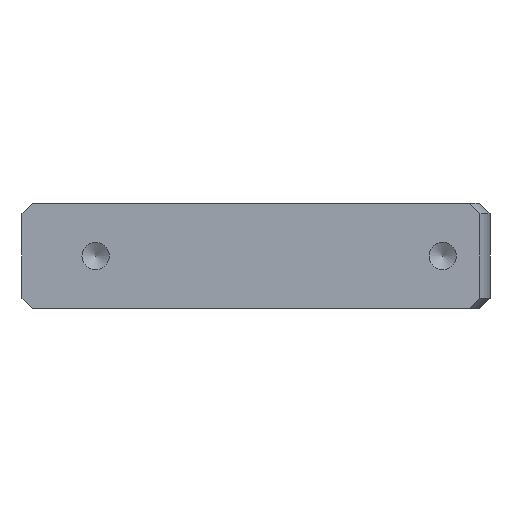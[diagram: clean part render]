
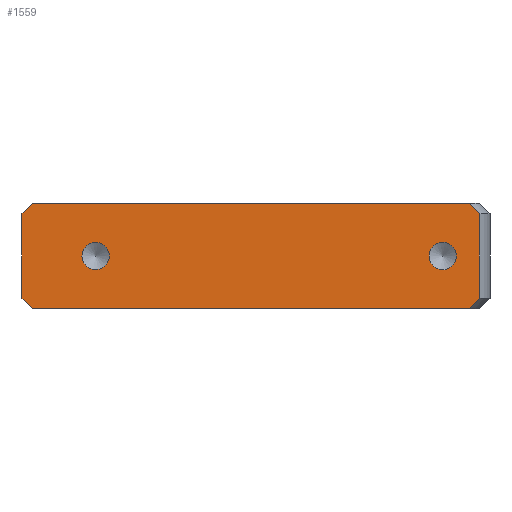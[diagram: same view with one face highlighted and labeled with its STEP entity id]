
A CAD part, front view. The second image highlights one B-rep face of the part: STEP entity #1559.
In plain terms, the highlighted planar face has unit normal (0, -1, 0).
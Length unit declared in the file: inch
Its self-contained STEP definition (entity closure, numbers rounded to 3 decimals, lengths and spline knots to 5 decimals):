
#54=FACE_BOUND('',#304,.T.);
#55=FACE_BOUND('',#305,.T.);
#127=PLANE('',#1725);
#209=FACE_OUTER_BOUND('',#303,.T.);
#303=EDGE_LOOP('',(#1366,#1367,#1368,#1369,#1370,#1371,#1372,#1373));
#304=EDGE_LOOP('',(#1374,#1375));
#305=EDGE_LOOP('',(#1376,#1377));
#326=LINE('',#2248,#468);
#375=LINE('',#2395,#517);
#378=LINE('',#2399,#520);
#379=LINE('',#2407,#521);
#428=LINE('',#2554,#570);
#431=LINE('',#2558,#573);
#456=LINE('',#2607,#598);
#457=LINE('',#2608,#599);
#468=VECTOR('',#1778,0.3937);
#517=VECTOR('',#1923,0.3937);
#520=VECTOR('',#1928,0.3937);
#521=VECTOR('',#1935,0.3937);
#570=VECTOR('',#2080,0.3937);
#573=VECTOR('',#2085,0.3937);
#598=VECTOR('',#2158,0.3937);
#599=VECTOR('',#2159,0.3937);
#664=CIRCLE('',#1726,0.065);
#665=CIRCLE('',#1727,0.065);
#666=CIRCLE('',#1728,0.065);
#667=CIRCLE('',#1729,0.065);
#688=VERTEX_POINT('',#2246);
#689=VERTEX_POINT('',#2247);
#738=VERTEX_POINT('',#2393);
#739=VERTEX_POINT('',#2394);
#742=VERTEX_POINT('',#2405);
#743=VERTEX_POINT('',#2406);
#792=VERTEX_POINT('',#2552);
#793=VERTEX_POINT('',#2553);
#794=VERTEX_POINT('',#2609);
#795=VERTEX_POINT('',#2610);
#796=VERTEX_POINT('',#2613);
#797=VERTEX_POINT('',#2614);
#822=EDGE_CURVE('',#688,#689,#326,.T.);
#895=EDGE_CURVE('',#738,#739,#375,.T.);
#898=EDGE_CURVE('',#739,#688,#378,.T.);
#901=EDGE_CURVE('',#742,#743,#379,.T.);
#974=EDGE_CURVE('',#792,#793,#428,.T.);
#977=EDGE_CURVE('',#792,#689,#431,.T.);
#1002=EDGE_CURVE('',#743,#738,#456,.T.);
#1003=EDGE_CURVE('',#793,#742,#457,.T.);
#1004=EDGE_CURVE('',#794,#795,#664,.T.);
#1005=EDGE_CURVE('',#795,#794,#665,.T.);
#1006=EDGE_CURVE('',#796,#797,#666,.T.);
#1007=EDGE_CURVE('',#797,#796,#667,.T.);
#1366=ORIENTED_EDGE('',*,*,#822,.F.);
#1367=ORIENTED_EDGE('',*,*,#898,.F.);
#1368=ORIENTED_EDGE('',*,*,#895,.F.);
#1369=ORIENTED_EDGE('',*,*,#1002,.F.);
#1370=ORIENTED_EDGE('',*,*,#901,.F.);
#1371=ORIENTED_EDGE('',*,*,#1003,.F.);
#1372=ORIENTED_EDGE('',*,*,#974,.F.);
#1373=ORIENTED_EDGE('',*,*,#977,.T.);
#1374=ORIENTED_EDGE('',*,*,#1004,.T.);
#1375=ORIENTED_EDGE('',*,*,#1005,.T.);
#1376=ORIENTED_EDGE('',*,*,#1006,.T.);
#1377=ORIENTED_EDGE('',*,*,#1007,.T.);
#1559=ADVANCED_FACE('',(#209,#54,#55),#127,.T.);
#1725=AXIS2_PLACEMENT_3D('',#2606,#2156,#2157);
#1726=AXIS2_PLACEMENT_3D('',#2611,#2160,#2161);
#1727=AXIS2_PLACEMENT_3D('',#2612,#2162,#2163);
#1728=AXIS2_PLACEMENT_3D('',#2615,#2164,#2165);
#1729=AXIS2_PLACEMENT_3D('',#2616,#2166,#2167);
#1778=DIRECTION('',(-0.707,0.,0.707));
#1923=DIRECTION('',(-0.707,0.,-0.707));
#1928=DIRECTION('',(-1.,0.,0.));
#1935=DIRECTION('',(0.707,0.,-0.707));
#2080=DIRECTION('',(0.707,0.,0.707));
#2085=DIRECTION('',(0.,0.,-1.));
#2156=DIRECTION('center_axis',(0.,-1.,0.));
#2157=DIRECTION('ref_axis',(-1.,0.,0.));
#2158=DIRECTION('',(0.,0.,-1.));
#2159=DIRECTION('',(1.,0.,0.));
#2160=DIRECTION('center_axis',(0.,1.,0.));
#2161=DIRECTION('ref_axis',(1.,0.,0.));
#2162=DIRECTION('center_axis',(0.,1.,0.));
#2163=DIRECTION('ref_axis',(1.,0.,0.));
#2164=DIRECTION('center_axis',(0.,1.,0.));
#2165=DIRECTION('ref_axis',(1.,0.,0.));
#2166=DIRECTION('center_axis',(0.,1.,0.));
#2167=DIRECTION('ref_axis',(1.,0.,0.));
#2246=CARTESIAN_POINT('',(-1.125,0.,-0.5));
#2247=CARTESIAN_POINT('',(-1.175,0.,-0.45));
#2248=CARTESIAN_POINT('',(-0.73125,0.,-0.89375));
#2393=CARTESIAN_POINT('',(1.,0.,-0.45));
#2394=CARTESIAN_POINT('',(0.95,0.,-0.5));
#2395=CARTESIAN_POINT('',(1.1,0.,-0.35));
#2399=CARTESIAN_POINT('',(-1.175,0.,-0.5));
#2405=CARTESIAN_POINT('',(0.95,0.,0.));
#2406=CARTESIAN_POINT('',(1.,0.,-0.05));
#2407=CARTESIAN_POINT('',(0.975,0.,-0.025));
#2552=CARTESIAN_POINT('',(-1.175,0.,-0.05));
#2553=CARTESIAN_POINT('',(-1.125,0.,0.));
#2554=CARTESIAN_POINT('',(-0.60625,0.,0.51875));
#2558=CARTESIAN_POINT('',(-1.175,0.,0.));
#2606=CARTESIAN_POINT('Origin',(1.,0.,0.));
#2607=CARTESIAN_POINT('',(1.,0.,0.));
#2608=CARTESIAN_POINT('',(-1.175,0.,0.));
#2609=CARTESIAN_POINT('',(0.89,0.,-0.25));
#2610=CARTESIAN_POINT('',(0.76,0.,-0.25));
#2611=CARTESIAN_POINT('Origin',(0.825,0.,-0.25));
#2612=CARTESIAN_POINT('Origin',(0.825,0.,-0.25));
#2613=CARTESIAN_POINT('',(-0.76,0.,-0.25));
#2614=CARTESIAN_POINT('',(-0.89,0.,-0.25));
#2615=CARTESIAN_POINT('Origin',(-0.825,0.,-0.25));
#2616=CARTESIAN_POINT('Origin',(-0.825,0.,-0.25));
